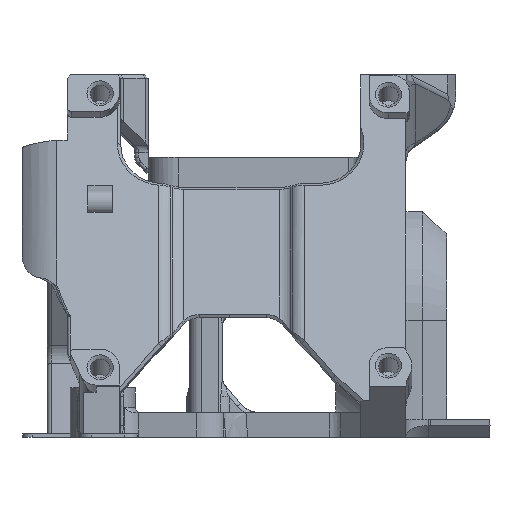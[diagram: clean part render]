
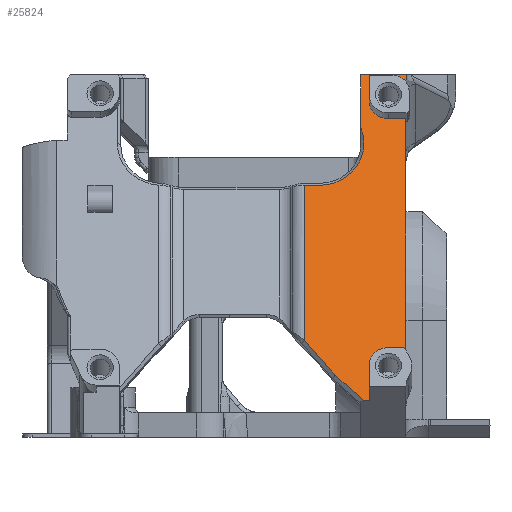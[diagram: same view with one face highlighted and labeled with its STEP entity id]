
A CAD part, left-side view. The second image highlights one B-rep face of the part: STEP entity #25824.
In plain terms, the highlighted planar face has unit normal (-0.94, 0, 0.342).
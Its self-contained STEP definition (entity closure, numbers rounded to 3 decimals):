
#1431=CIRCLE('',#27547,0.5);
#1434=CIRCLE('',#27552,2.35);
#1435=CIRCLE('',#27554,2.);
#1436=CIRCLE('',#27558,2.35);
#1448=CIRCLE('',#27593,2.536);
#1608=CIRCLE('',#28007,5.4);
#3093=B_SPLINE_CURVE_WITH_KNOTS('',3,(#50986,#50987,#50988,#50989),
 .UNSPECIFIED.,.F.,.F.,(4,4),(0.,0.001),
 .UNSPECIFIED.);
#8584=ORIENTED_EDGE('',*,*,#14087,.F.);
#8585=ORIENTED_EDGE('',*,*,#14088,.T.);
#8586=ORIENTED_EDGE('',*,*,#14089,.F.);
#8587=ORIENTED_EDGE('',*,*,#13322,.T.);
#8588=ORIENTED_EDGE('',*,*,#13312,.T.);
#8589=ORIENTED_EDGE('',*,*,#13307,.F.);
#8590=ORIENTED_EDGE('',*,*,#13303,.T.);
#8591=ORIENTED_EDGE('',*,*,#13361,.F.);
#8592=ORIENTED_EDGE('',*,*,#11832,.F.);
#8593=ORIENTED_EDGE('',*,*,#13321,.F.);
#8594=ORIENTED_EDGE('',*,*,#13319,.T.);
#8595=ORIENTED_EDGE('',*,*,#13317,.T.);
#8596=ORIENTED_EDGE('',*,*,#13316,.T.);
#8597=ORIENTED_EDGE('',*,*,#13313,.T.);
#8598=ORIENTED_EDGE('',*,*,#11827,.T.);
#8599=ORIENTED_EDGE('',*,*,#14090,.T.);
#8600=ORIENTED_EDGE('',*,*,#14068,.F.);
#8601=ORIENTED_EDGE('',*,*,#14091,.T.);
#8602=ORIENTED_EDGE('',*,*,#14073,.T.);
#8603=ORIENTED_EDGE('',*,*,#14092,.F.);
#8604=ORIENTED_EDGE('',*,*,#13632,.F.);
#11827=EDGE_CURVE('',#15522,#15521,#17896,.T.);
#11832=EDGE_CURVE('',#15526,#15527,#17900,.T.);
#13303=EDGE_CURVE('',#16518,#16519,#1431,.T.);
#13307=EDGE_CURVE('',#16518,#16522,#18384,.T.);
#13312=EDGE_CURVE('',#16524,#16522,#1434,.T.);
#13313=EDGE_CURVE('',#16526,#15522,#1435,.T.);
#13316=EDGE_CURVE('',#16527,#16526,#18390,.T.);
#13317=EDGE_CURVE('',#16528,#16527,#18391,.T.);
#13319=EDGE_CURVE('',#16529,#16528,#1436,.T.);
#13321=EDGE_CURVE('',#16529,#15526,#18394,.T.);
#13322=EDGE_CURVE('',#16530,#16524,#18395,.T.);
#13361=EDGE_CURVE('',#15527,#16519,#1448,.T.);
#13632=EDGE_CURVE('',#16517,#16714,#18555,.T.);
#14068=EDGE_CURVE('',#16975,#16976,#18727,.T.);
#14073=EDGE_CURVE('',#16981,#16980,#1608,.T.);
#14087=EDGE_CURVE('',#16991,#16517,#18741,.T.);
#14088=EDGE_CURVE('',#16991,#16992,#18742,.T.);
#14089=EDGE_CURVE('',#16530,#16992,#18743,.T.);
#14090=EDGE_CURVE('',#15521,#16976,#3093,.T.);
#14091=EDGE_CURVE('',#16975,#16981,#18744,.T.);
#14092=EDGE_CURVE('',#16714,#16980,#18745,.T.);
#15521=VERTEX_POINT('',#37421);
#15522=VERTEX_POINT('',#37423);
#15526=VERTEX_POINT('',#37436);
#15527=VERTEX_POINT('',#37438);
#16517=VERTEX_POINT('',#47559);
#16518=VERTEX_POINT('',#47577);
#16519=VERTEX_POINT('',#47578);
#16522=VERTEX_POINT('',#47586);
#16524=VERTEX_POINT('',#47592);
#16526=VERTEX_POINT('',#47598);
#16527=VERTEX_POINT('',#47602);
#16528=VERTEX_POINT('',#47606);
#16529=VERTEX_POINT('',#47610);
#16530=VERTEX_POINT('',#47616);
#16714=VERTEX_POINT('',#48518);
#16975=VERTEX_POINT('',#50935);
#16976=VERTEX_POINT('',#50937);
#16980=VERTEX_POINT('',#50949);
#16981=VERTEX_POINT('',#50951);
#16991=VERTEX_POINT('',#50980);
#16992=VERTEX_POINT('',#50984);
#17896=LINE('',#37422,#19574);
#17900=LINE('',#37437,#19578);
#18384=LINE('',#47585,#20062);
#18390=LINE('',#47603,#20068);
#18391=LINE('',#47605,#20069);
#18394=LINE('',#47613,#20072);
#18395=LINE('',#47615,#20073);
#18555=LINE('',#48517,#20233);
#18727=LINE('',#50936,#20405);
#18741=LINE('',#50981,#20419);
#18742=LINE('',#50983,#20420);
#18743=LINE('',#50985,#20421);
#18744=LINE('',#50990,#20422);
#18745=LINE('',#50991,#20423);
#19574=VECTOR('',#29848,1000.);
#19578=VECTOR('',#29852,1000.);
#20062=VECTOR('',#32022,1000.);
#20068=VECTOR('',#32040,1000.);
#20069=VECTOR('',#32043,1000.);
#20072=VECTOR('',#32052,1000.);
#20073=VECTOR('',#32055,1000.);
#20233=VECTOR('',#32637,1000.);
#20405=VECTOR('',#33275,1000.);
#20419=VECTOR('',#33303,1000.);
#20420=VECTOR('',#33306,1000.);
#20421=VECTOR('',#33307,1000.);
#20422=VECTOR('',#33308,1000.);
#20423=VECTOR('',#33309,1000.);
#22127=EDGE_LOOP('',(#8584,#8585,#8586,#8587,#8588,#8589,#8590,#8591,#8592,
#8593,#8594,#8595,#8596,#8597,#8598,#8599,#8600,#8601,#8602,#8603,#8604));
#23762=FACE_BOUND('',#22127,.T.);
#24543=PLANE('',#28012);
#25824=ADVANCED_FACE('',(#23762),#24543,.T.);
#27547=AXIS2_PLACEMENT_3D('',#47576,#32014,#32015);
#27552=AXIS2_PLACEMENT_3D('',#47595,#32030,#32031);
#27554=AXIS2_PLACEMENT_3D('',#47597,#32034,#32035);
#27558=AXIS2_PLACEMENT_3D('',#47609,#32047,#32048);
#27593=AXIS2_PLACEMENT_3D('',#47695,#32143,#32144);
#28007=AXIS2_PLACEMENT_3D('',#50950,#33282,#33283);
#28012=AXIS2_PLACEMENT_3D('',#50982,#33304,#33305);
#29848=DIRECTION('',(0.342,0.,0.94));
#29852=DIRECTION('',(-0.342,0.,-0.94));
#32014=DIRECTION('',(0.94,0.,-0.342));
#32015=DIRECTION('',(0.342,0.,0.94));
#32022=DIRECTION('',(0.,1.,0.));
#32030=DIRECTION('',(0.94,0.,-0.342));
#32031=DIRECTION('',(0.342,0.,0.94));
#32034=DIRECTION('',(0.94,0.,-0.342));
#32035=DIRECTION('',(0.342,0.,0.94));
#32040=DIRECTION('',(0.,-1.,0.));
#32043=DIRECTION('',(0.342,0.,0.94));
#32047=DIRECTION('',(0.94,0.,-0.342));
#32048=DIRECTION('',(0.342,0.,0.94));
#32052=DIRECTION('',(0.,-1.,0.));
#32055=DIRECTION('',(0.342,0.,0.94));
#32143=DIRECTION('',(0.94,0.,-0.342));
#32144=DIRECTION('',(0.342,0.,0.94));
#32637=DIRECTION('',(0.342,0.,0.94));
#33275=DIRECTION('',(0.,-1.,0.));
#33282=DIRECTION('',(0.94,0.,-0.342));
#33283=DIRECTION('',(0.342,0.,0.94));
#33303=DIRECTION('',(0.262,0.643,0.72));
#33304=DIRECTION('',(-0.94,0.,0.342));
#33305=DIRECTION('',(-0.342,0.,-0.94));
#33306=DIRECTION('',(-0.236,-0.725,-0.648));
#33307=DIRECTION('',(0.,1.,0.));
#33308=DIRECTION('',(-0.342,0.,-0.94));
#33309=DIRECTION('',(0.,-1.,0.));
#37421=CARTESIAN_POINT('',(-130.221,6.5,43.264));
#37422=CARTESIAN_POINT('',(-143.233,6.5,7.513));
#37423=CARTESIAN_POINT('',(-130.522,6.5,42.438));
#37436=CARTESIAN_POINT('',(-131.895,6.5,38.664));
#37437=CARTESIAN_POINT('',(-136.618,6.5,25.688));
#37438=CARTESIAN_POINT('',(-142.392,6.5,9.826));
#47559=CARTESIAN_POINT('',(-141.708,18.828,11.704));
#47576=CARTESIAN_POINT('',(-142.43,7.,9.722));
#47577=CARTESIAN_POINT('',(-142.259,7.,10.192));
#47578=CARTESIAN_POINT('',(-142.361,6.543,9.912));
#47585=CARTESIAN_POINT('',(-142.259,6.125,10.192));
#47586=CARTESIAN_POINT('',(-142.259,8.625,10.192));
#47592=CARTESIAN_POINT('',(-143.062,10.975,7.983));
#47595=CARTESIAN_POINT('',(-143.062,8.625,7.983));
#47597=CARTESIAN_POINT('',(-130.921,8.125,41.342));
#47598=CARTESIAN_POINT('',(-130.237,8.125,43.222));
#47602=CARTESIAN_POINT('',(-130.237,10.975,43.222));
#47603=CARTESIAN_POINT('',(-130.237,6.125,43.222));
#47605=CARTESIAN_POINT('',(-123.64,10.975,61.346));
#47606=CARTESIAN_POINT('',(-131.092,10.975,40.873));
#47609=CARTESIAN_POINT('',(-131.092,8.625,40.873));
#47610=CARTESIAN_POINT('',(-131.895,8.625,38.664));
#47613=CARTESIAN_POINT('',(-131.895,6.125,38.664));
#47615=CARTESIAN_POINT('',(-123.64,10.975,61.346));
#47616=CARTESIAN_POINT('',(-144.33,10.975,4.501));
#47695=CARTESIAN_POINT('',(-142.01,4.223,10.875));
#48517=CARTESIAN_POINT('',(-143.25,18.828,7.468));
#48518=CARTESIAN_POINT('',(-134.836,18.828,30.585));
#50935=CARTESIAN_POINT('',(-129.953,12.,44.));
#50936=CARTESIAN_POINT('',(-129.953,4.696,44.));
#50937=CARTESIAN_POINT('',(-129.953,6.466,44.));
#50949=CARTESIAN_POINT('',(-134.836,17.,30.585));
#50950=CARTESIAN_POINT('',(-132.989,17.,35.659));
#50951=CARTESIAN_POINT('',(-132.292,12.,37.576));
#50980=CARTESIAN_POINT('',(-143.22,15.12,7.552));
#50981=CARTESIAN_POINT('',(-140.731,21.225,14.388));
#50982=CARTESIAN_POINT('',(-143.233,43.625,7.513));
#50983=CARTESIAN_POINT('',(-138.358,30.068,20.909));
#50984=CARTESIAN_POINT('',(-144.33,11.706,4.501));
#50985=CARTESIAN_POINT('',(-144.33,43.625,4.501));
#50986=CARTESIAN_POINT('',(-130.221,6.5,43.264));
#50987=CARTESIAN_POINT('',(-130.132,6.5,43.51));
#50988=CARTESIAN_POINT('',(-130.043,6.482,43.755));
#50989=CARTESIAN_POINT('',(-129.953,6.466,44.));
#50990=CARTESIAN_POINT('',(-143.233,12.,7.513));
#50991=CARTESIAN_POINT('',(-134.836,27.711,30.585));
